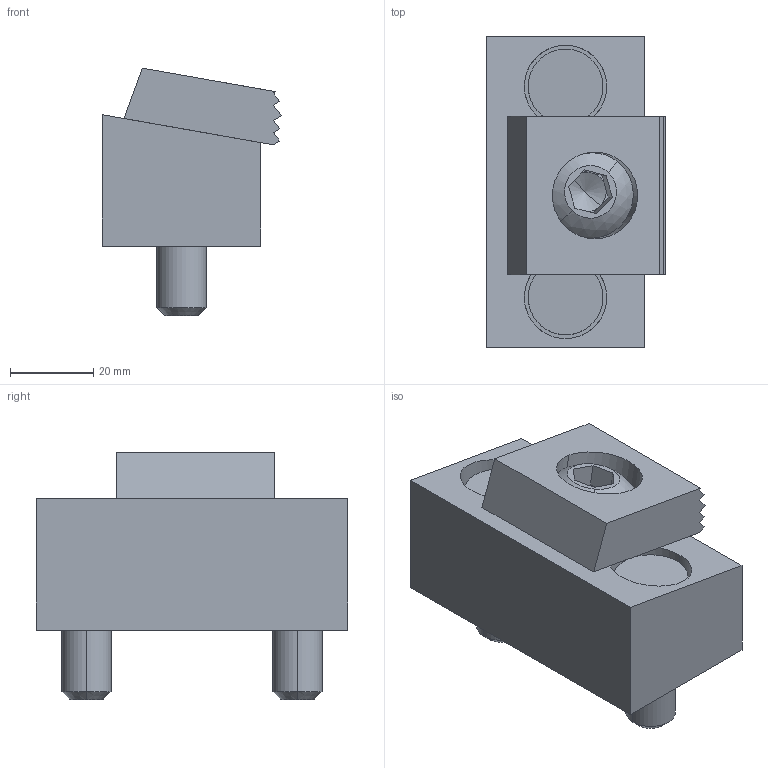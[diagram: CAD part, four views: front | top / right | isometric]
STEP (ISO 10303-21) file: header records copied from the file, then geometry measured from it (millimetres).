
FILE_DESCRIPTION (( 'STEP AP203' ), '1' );
FILE_NAME ('mbctc16.STEP', '2019-12-04T04:51:07', ( '' ), ( '' ), 'SwSTEP 2.0', 'SolidWorks 2018', '' );
FILE_SCHEMA (( 'CONFIG_CONTROL_DESIGN' ));
Length unit declared in the file: millimetre
Products named in the file (6): mbctc16_03; mbctc16_02; mbctc16_04; mbctc16_05; mbctc16_01; mbctc16
Assembly tree (5 placements, depth 2):
  mbctc16
    mbctc16_01
    mbctc16_02
    mbctc16_03
    mbctc16_04
    mbctc16_05
Bounding box: 43.13 x 74.93 x 59.62 mm (x, y, z)
Volume: 95161.3 mm3; surface area: 27685.3 mm2
Topology: 5 solids, 5 shells, 80 faces, 178 edges, 113 vertices
Faces by surface type: plane 44, cylinder 26, cone 8, sphere 2
Entity records: 2932 total; most frequent: CARTESIAN_POINT 491, DIRECTION 402, ORIENTED_EDGE 352, EDGE_CURVE 176, AXIS2_PLACEMENT_3D 148, VERTEX_POINT 113, LINE 106, VECTOR 106
